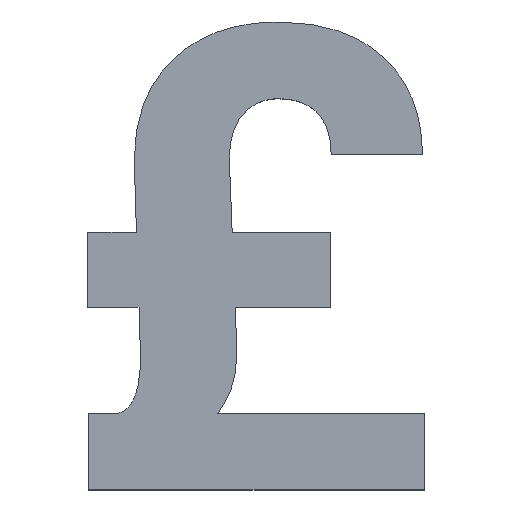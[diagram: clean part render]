
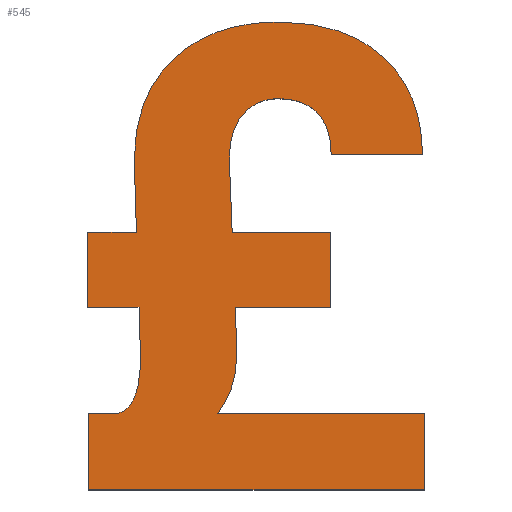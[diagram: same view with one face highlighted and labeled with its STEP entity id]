
A CAD part, top view. The second image highlights one B-rep face of the part: STEP entity #545.
In plain terms, the highlighted planar face has unit normal (0, 0, 1).
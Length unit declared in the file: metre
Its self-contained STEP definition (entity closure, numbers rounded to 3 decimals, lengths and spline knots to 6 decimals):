
#12=CIRCLE('',#565,0.000382);
#15=B_SPLINE_CURVE_WITH_KNOTS('',2,(#724,#725,#726),.UNSPECIFIED.,.F.,.F.,
(3,3),(0.,1.),.PIECEWISE_BEZIER_KNOTS.);
#17=B_SPLINE_CURVE_WITH_KNOTS('',2,(#747,#748,#749),.UNSPECIFIED.,.F.,.F.,
(3,3),(0.,1.),.PIECEWISE_BEZIER_KNOTS.);
#19=B_SPLINE_CURVE_WITH_KNOTS('',2,(#764,#765,#766),.UNSPECIFIED.,.F.,.F.,
(3,3),(0.,1.),.PIECEWISE_BEZIER_KNOTS.);
#21=B_SPLINE_CURVE_WITH_KNOTS('',2,(#787,#788,#789),.UNSPECIFIED.,.F.,.F.,
(3,3),(0.,1.),.PIECEWISE_BEZIER_KNOTS.);
#23=B_SPLINE_CURVE_WITH_KNOTS('',2,(#804,#805,#806),.UNSPECIFIED.,.F.,.F.,
(3,3),(0.,1.),.PIECEWISE_BEZIER_KNOTS.);
#25=B_SPLINE_CURVE_WITH_KNOTS('',2,(#821,#822,#823),.UNSPECIFIED.,.F.,.F.,
(3,3),(0.,1.),.PIECEWISE_BEZIER_KNOTS.);
#27=B_SPLINE_CURVE_WITH_KNOTS('',2,(#838,#839,#840),.UNSPECIFIED.,.F.,.F.,
(3,3),(0.,1.),.PIECEWISE_BEZIER_KNOTS.);
#29=B_SPLINE_CURVE_WITH_KNOTS('',2,(#885,#886,#887),.UNSPECIFIED.,.F.,.F.,
(3,3),(0.,1.),.PIECEWISE_BEZIER_KNOTS.);
#31=B_SPLINE_CURVE_WITH_KNOTS('',2,(#932,#933,#934),.UNSPECIFIED.,.F.,.F.,
(3,3),(0.,1.),.PIECEWISE_BEZIER_KNOTS.);
#172=ORIENTED_EDGE('',*,*,#198,.F.);
#173=ORIENTED_EDGE('',*,*,#202,.F.);
#174=ORIENTED_EDGE('',*,*,#205,.F.);
#175=ORIENTED_EDGE('',*,*,#208,.F.);
#176=ORIENTED_EDGE('',*,*,#211,.F.);
#177=ORIENTED_EDGE('',*,*,#214,.F.);
#178=ORIENTED_EDGE('',*,*,#217,.F.);
#179=ORIENTED_EDGE('',*,*,#220,.F.);
#180=ORIENTED_EDGE('',*,*,#223,.F.);
#181=ORIENTED_EDGE('',*,*,#226,.F.);
#182=ORIENTED_EDGE('',*,*,#229,.F.);
#183=ORIENTED_EDGE('',*,*,#232,.F.);
#184=ORIENTED_EDGE('',*,*,#235,.F.);
#185=ORIENTED_EDGE('',*,*,#238,.F.);
#186=ORIENTED_EDGE('',*,*,#241,.F.);
#187=ORIENTED_EDGE('',*,*,#244,.F.);
#188=ORIENTED_EDGE('',*,*,#247,.F.);
#189=ORIENTED_EDGE('',*,*,#250,.F.);
#190=ORIENTED_EDGE('',*,*,#253,.F.);
#191=ORIENTED_EDGE('',*,*,#256,.F.);
#192=ORIENTED_EDGE('',*,*,#259,.F.);
#193=ORIENTED_EDGE('',*,*,#262,.F.);
#194=ORIENTED_EDGE('',*,*,#265,.F.);
#195=ORIENTED_EDGE('',*,*,#268,.F.);
#196=ORIENTED_EDGE('',*,*,#271,.F.);
#197=ORIENTED_EDGE('',*,*,#274,.F.);
#198=EDGE_CURVE('',#276,#277,#328,.T.);
#202=EDGE_CURVE('',#280,#276,#332,.T.);
#205=EDGE_CURVE('',#282,#280,#335,.T.);
#208=EDGE_CURVE('',#284,#282,#338,.T.);
#211=EDGE_CURVE('',#286,#284,#341,.T.);
#214=EDGE_CURVE('',#288,#286,#15,.T.);
#217=EDGE_CURVE('',#290,#288,#12,.T.);
#220=EDGE_CURVE('',#292,#290,#17,.T.);
#223=EDGE_CURVE('',#294,#292,#19,.T.);
#226=EDGE_CURVE('',#296,#294,#348,.T.);
#229=EDGE_CURVE('',#298,#296,#21,.T.);
#232=EDGE_CURVE('',#300,#298,#23,.T.);
#235=EDGE_CURVE('',#302,#300,#25,.T.);
#238=EDGE_CURVE('',#304,#302,#27,.T.);
#241=EDGE_CURVE('',#306,#304,#355,.T.);
#244=EDGE_CURVE('',#308,#306,#358,.T.);
#247=EDGE_CURVE('',#310,#308,#361,.T.);
#250=EDGE_CURVE('',#312,#310,#364,.T.);
#253=EDGE_CURVE('',#314,#312,#367,.T.);
#256=EDGE_CURVE('',#316,#314,#29,.T.);
#259=EDGE_CURVE('',#318,#316,#371,.T.);
#262=EDGE_CURVE('',#320,#318,#374,.T.);
#265=EDGE_CURVE('',#322,#320,#377,.T.);
#268=EDGE_CURVE('',#324,#322,#380,.T.);
#271=EDGE_CURVE('',#326,#324,#383,.T.);
#274=EDGE_CURVE('',#277,#326,#31,.T.);
#276=VERTEX_POINT('',#685);
#277=VERTEX_POINT('',#686);
#280=VERTEX_POINT('',#694);
#282=VERTEX_POINT('',#700);
#284=VERTEX_POINT('',#706);
#286=VERTEX_POINT('',#712);
#288=VERTEX_POINT('',#727);
#290=VERTEX_POINT('',#735);
#292=VERTEX_POINT('',#750);
#294=VERTEX_POINT('',#767);
#296=VERTEX_POINT('',#775);
#298=VERTEX_POINT('',#790);
#300=VERTEX_POINT('',#807);
#302=VERTEX_POINT('',#824);
#304=VERTEX_POINT('',#841);
#306=VERTEX_POINT('',#849);
#308=VERTEX_POINT('',#855);
#310=VERTEX_POINT('',#861);
#312=VERTEX_POINT('',#867);
#314=VERTEX_POINT('',#873);
#316=VERTEX_POINT('',#888);
#318=VERTEX_POINT('',#896);
#320=VERTEX_POINT('',#902);
#322=VERTEX_POINT('',#908);
#324=VERTEX_POINT('',#914);
#326=VERTEX_POINT('',#920);
#328=LINE('',#684,#386);
#332=LINE('',#693,#390);
#335=LINE('',#699,#393);
#338=LINE('',#705,#396);
#341=LINE('',#711,#399);
#348=LINE('',#774,#406);
#355=LINE('',#848,#413);
#358=LINE('',#854,#416);
#361=LINE('',#860,#419);
#364=LINE('',#866,#422);
#367=LINE('',#872,#425);
#371=LINE('',#895,#429);
#374=LINE('',#901,#432);
#377=LINE('',#907,#435);
#380=LINE('',#913,#438);
#383=LINE('',#919,#441);
#386=VECTOR('',#584,1.);
#390=VECTOR('',#590,1.);
#393=VECTOR('',#595,1.);
#396=VECTOR('',#600,1.);
#399=VECTOR('',#605,1.);
#406=VECTOR('',#620,1.);
#413=VECTOR('',#629,1.);
#416=VECTOR('',#634,1.);
#419=VECTOR('',#639,1.);
#422=VECTOR('',#644,1.);
#425=VECTOR('',#649,1.);
#429=VECTOR('',#655,1.);
#432=VECTOR('',#660,1.);
#435=VECTOR('',#665,1.);
#438=VECTOR('',#670,1.);
#441=VECTOR('',#675,1.);
#471=EDGE_LOOP('',(#172,#173,#174,#175,#176,#177,#178,#179,#180,#181,#182,
#183,#184,#185,#186,#187,#188,#189,#190,#191,#192,#193,#194,#195,#196,#197));
#499=FACE_BOUND('',#471,.T.);
#517=PLANE('',#579);
#545=ADVANCED_FACE('',(#499),#517,.T.);
#565=AXIS2_PLACEMENT_3D('',#734,#611,#612);
#579=AXIS2_PLACEMENT_3D('',#939,#680,#681);
#584=DIRECTION('',(0.041,-0.999,0.));
#590=DIRECTION('',(-1.,0.,0.));
#595=DIRECTION('',(0.,-1.,0.));
#600=DIRECTION('',(1.,0.,0.));
#605=DIRECTION('',(0.039,-0.999,0.));
#611=DIRECTION('',(0.,0.,1.));
#612=DIRECTION('',(1.,0.,0.));
#620=DIRECTION('',(-1.,0.,0.));
#629=DIRECTION('',(-0.031,1.,0.));
#634=DIRECTION('',(1.,0.,0.));
#639=DIRECTION('',(0.,1.,0.));
#644=DIRECTION('',(-1.,0.,0.));
#649=DIRECTION('',(-0.031,1.,0.));
#655=DIRECTION('',(1.,0.,0.));
#660=DIRECTION('',(0.,1.,0.));
#665=DIRECTION('',(-1.,0.,0.));
#670=DIRECTION('',(0.,-1.,0.));
#675=DIRECTION('',(1.,0.,0.));
#680=DIRECTION('',(0.,0.,1.));
#681=DIRECTION('',(1.,0.,0.));
#684=CARTESIAN_POINT('',(0.193453,-0.045611,0.0095));
#685=CARTESIAN_POINT('',(0.193445,-0.045421,0.0095));
#686=CARTESIAN_POINT('',(0.193461,-0.045801,0.0095));
#693=CARTESIAN_POINT('',(0.193855,-0.045421,0.0095));
#694=CARTESIAN_POINT('',(0.194265,-0.045421,0.0095));
#699=CARTESIAN_POINT('',(0.194265,-0.045098,0.0095));
#700=CARTESIAN_POINT('',(0.194265,-0.044776,0.0095));
#705=CARTESIAN_POINT('',(0.193842,-0.044776,0.0095));
#706=CARTESIAN_POINT('',(0.19342,-0.044776,0.0095));
#711=CARTESIAN_POINT('',(0.193407,-0.044466,0.0095));
#712=CARTESIAN_POINT('',(0.193395,-0.044156,0.0095));
#724=CARTESIAN_POINT('',(0.193514,-0.043759,0.0095));
#725=CARTESIAN_POINT('',(0.193395,-0.043893,0.0095));
#726=CARTESIAN_POINT('',(0.193395,-0.044156,0.0095));
#727=CARTESIAN_POINT('',(0.193514,-0.043759,0.0095));
#734=CARTESIAN_POINT('',(0.193805,-0.044008,0.0095));
#735=CARTESIAN_POINT('',(0.193813,-0.043625,0.0095));
#747=CARTESIAN_POINT('',(0.194154,-0.043748,0.0095));
#748=CARTESIAN_POINT('',(0.194035,-0.043625,0.0095));
#749=CARTESIAN_POINT('',(0.193813,-0.043625,0.0095));
#750=CARTESIAN_POINT('',(0.194154,-0.043748,0.0095));
#764=CARTESIAN_POINT('',(0.194272,-0.044104,0.0095));
#765=CARTESIAN_POINT('',(0.194272,-0.043871,0.0095));
#766=CARTESIAN_POINT('',(0.194154,-0.043748,0.0095));
#767=CARTESIAN_POINT('',(0.194272,-0.044104,0.0095));
#774=CARTESIAN_POINT('',(0.194665,-0.044104,0.0095));
#775=CARTESIAN_POINT('',(0.195057,-0.044104,0.0095));
#787=CARTESIAN_POINT('',(0.194726,-0.043272,0.0095));
#788=CARTESIAN_POINT('',(0.195057,-0.043579,0.0095));
#789=CARTESIAN_POINT('',(0.195057,-0.044104,0.0095));
#790=CARTESIAN_POINT('',(0.194726,-0.043272,0.0095));
#804=CARTESIAN_POINT('',(0.193817,-0.042964,0.0095));
#805=CARTESIAN_POINT('',(0.194396,-0.042964,0.0095));
#806=CARTESIAN_POINT('',(0.194726,-0.043272,0.0095));
#807=CARTESIAN_POINT('',(0.193817,-0.042964,0.0095));
#821=CARTESIAN_POINT('',(0.192913,-0.043284,0.0095));
#822=CARTESIAN_POINT('',(0.193251,-0.042964,0.0095));
#823=CARTESIAN_POINT('',(0.193817,-0.042964,0.0095));
#824=CARTESIAN_POINT('',(0.192913,-0.043284,0.0095));
#838=CARTESIAN_POINT('',(0.192575,-0.044156,0.0095));
#839=CARTESIAN_POINT('',(0.192575,-0.043604,0.0095));
#840=CARTESIAN_POINT('',(0.192913,-0.043284,0.0095));
#841=CARTESIAN_POINT('',(0.192575,-0.044156,0.0095));
#848=CARTESIAN_POINT('',(0.192585,-0.044466,0.0095));
#849=CARTESIAN_POINT('',(0.192595,-0.044776,0.0095));
#854=CARTESIAN_POINT('',(0.192384,-0.044776,0.0095));
#855=CARTESIAN_POINT('',(0.192173,-0.044776,0.0095));
#860=CARTESIAN_POINT('',(0.192173,-0.045098,0.0095));
#861=CARTESIAN_POINT('',(0.192173,-0.045421,0.0095));
#866=CARTESIAN_POINT('',(0.192395,-0.045421,0.0095));
#867=CARTESIAN_POINT('',(0.192617,-0.045421,0.0095));
#872=CARTESIAN_POINT('',(0.192623,-0.045634,0.0095));
#873=CARTESIAN_POINT('',(0.19263,-0.045847,0.0095));
#885=CARTESIAN_POINT('',(0.192433,-0.046337,0.0095));
#886=CARTESIAN_POINT('',(0.19263,-0.046288,0.0095));
#887=CARTESIAN_POINT('',(0.19263,-0.045847,0.0095));
#888=CARTESIAN_POINT('',(0.192433,-0.046337,0.0095));
#895=CARTESIAN_POINT('',(0.192307,-0.046337,0.0095));
#896=CARTESIAN_POINT('',(0.192182,-0.046337,0.0095));
#901=CARTESIAN_POINT('',(0.192182,-0.046666,0.0095));
#902=CARTESIAN_POINT('',(0.192182,-0.046996,0.0095));
#907=CARTESIAN_POINT('',(0.193629,-0.046996,0.0095));
#908=CARTESIAN_POINT('',(0.195076,-0.046996,0.0095));
#913=CARTESIAN_POINT('',(0.195076,-0.046666,0.0095));
#914=CARTESIAN_POINT('',(0.195076,-0.046337,0.0095));
#919=CARTESIAN_POINT('',(0.194184,-0.046337,0.0095));
#920=CARTESIAN_POINT('',(0.193292,-0.046337,0.0095));
#932=CARTESIAN_POINT('',(0.193461,-0.045801,0.0095));
#933=CARTESIAN_POINT('',(0.193461,-0.046138,0.0095));
#934=CARTESIAN_POINT('',(0.193292,-0.046337,0.0095));
#939=CARTESIAN_POINT('',(0.104891,-0.015824,0.0095));
